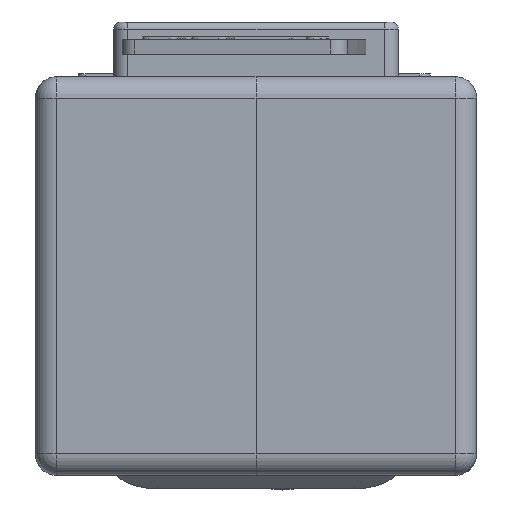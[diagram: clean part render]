
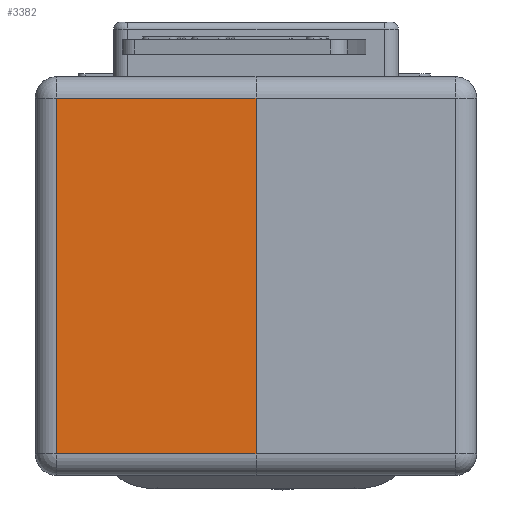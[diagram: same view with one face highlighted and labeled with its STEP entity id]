
A CAD part, front view. The second image highlights one B-rep face of the part: STEP entity #3382.
In plain terms, the highlighted planar face has unit normal (0, -1, 0).
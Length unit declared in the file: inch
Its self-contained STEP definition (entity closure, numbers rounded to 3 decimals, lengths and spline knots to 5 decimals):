
#212 = ORIENTED_EDGE ( 'NONE', *, *, #14886, .T. ) ;
#1604 = FACE_OUTER_BOUND ( 'NONE', #5069, .T. ) ;
#2423 = LINE ( 'NONE', #6538, #20478 ) ;
#3372 = EDGE_CURVE ( 'NONE', #13197, #6217, #4675, .T. ) ;
#3382 = ADVANCED_FACE ( 'NONE', ( #1604 ), #14775, .F. ) ;
#4499 = ORIENTED_EDGE ( 'NONE', *, *, #20190, .T. ) ;
#4598 = VERTEX_POINT ( 'NONE', #10307 ) ;
#4675 = LINE ( 'NONE', #21786, #8919 ) ;
#5069 = EDGE_LOOP ( 'NONE', ( #10592, #13140, #212, #4499 ) ) ;
#6217 = VERTEX_POINT ( 'NONE', #20448 ) ;
#6538 = CARTESIAN_POINT ( 'NONE',  ( -7.75, 0., 13.25 ) ) ;
#8098 = AXIS2_PLACEMENT_3D ( 'NONE', #11438, #16730, #20177 ) ;
#8919 = VECTOR ( 'NONE', #12980, 39.37008 ) ;
#10307 = CARTESIAN_POINT ( 'NONE',  ( 0., 0., 13.25 ) ) ;
#10505 = CARTESIAN_POINT ( 'NONE',  ( 0., 0., 14. ) ) ;
#10592 = ORIENTED_EDGE ( 'NONE', *, *, #3372, .T. ) ;
#10897 = CARTESIAN_POINT ( 'NONE',  ( -7., 0., 13.25 ) ) ;
#10976 = DIRECTION ( 'NONE',  ( 0., 0., -1. ) ) ;
#11438 = CARTESIAN_POINT ( 'NONE',  ( -7.75, 0., 14. ) ) ;
#12980 = DIRECTION ( 'NONE',  ( 1., 0., 0. ) ) ;
#13140 = ORIENTED_EDGE ( 'NONE', *, *, #17148, .F. ) ;
#13197 = VERTEX_POINT ( 'NONE', #17872 ) ;
#14775 = PLANE ( 'NONE',  #8098 ) ;
#14886 = EDGE_CURVE ( 'NONE', #4598, #20675, #2423, .T. ) ;
#14938 = CARTESIAN_POINT ( 'NONE',  ( -7., 0., 14. ) ) ;
#16345 = VECTOR ( 'NONE', #10976, 39.37008 ) ;
#16730 = DIRECTION ( 'NONE',  ( 0., 1., 0. ) ) ;
#17148 = EDGE_CURVE ( 'NONE', #4598, #6217, #21109, .T. ) ;
#17872 = CARTESIAN_POINT ( 'NONE',  ( -7., 0., 0.75 ) ) ;
#18459 = LINE ( 'NONE', #14938, #19864 ) ;
#19398 = DIRECTION ( 'NONE',  ( -1., 0., 0. ) ) ;
#19864 = VECTOR ( 'NONE', #20197, 39.37008 ) ;
#20177 = DIRECTION ( 'NONE',  ( 0., 0., 1. ) ) ;
#20190 = EDGE_CURVE ( 'NONE', #20675, #13197, #18459, .T. ) ;
#20197 = DIRECTION ( 'NONE',  ( 0., 0., -1. ) ) ;
#20448 = CARTESIAN_POINT ( 'NONE',  ( 0., 0., 0.75 ) ) ;
#20478 = VECTOR ( 'NONE', #19398, 39.37008 ) ;
#20675 = VERTEX_POINT ( 'NONE', #10897 ) ;
#21109 = LINE ( 'NONE', #10505, #16345 ) ;
#21786 = CARTESIAN_POINT ( 'NONE',  ( -7.75, 0., 0.75 ) ) ;
